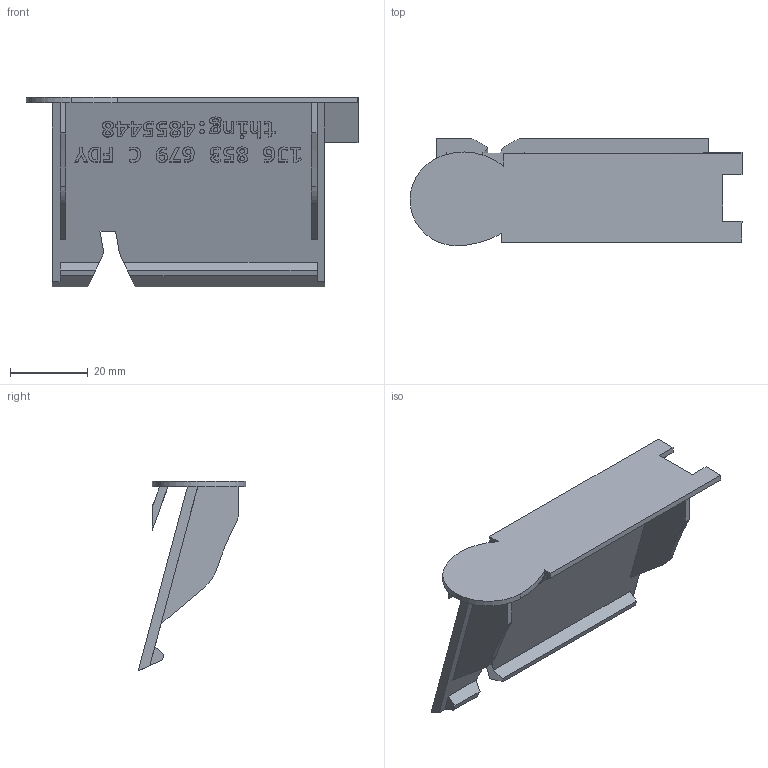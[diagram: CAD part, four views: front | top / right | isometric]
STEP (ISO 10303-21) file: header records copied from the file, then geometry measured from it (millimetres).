
FILE_DESCRIPTION(/* description */ (''),/* implementation_level */ '2;1');
FILE_NAME(/* name */ 'VW MK4 Golf GTI Grill Badge - Rabbit Edition Mount Left.stp',/* time_stamp */ '2021-08-26T01:29:18-07:00',/* author */ ('Andrew'),/* organization */ (''),/* preprocessor_version */ 'ST-DEVELOPER v18.1',/* originating_system */ 'Autodesk Inventor 2021',/* authorisation */ '');
FILE_SCHEMA (('AUTOMOTIVE_DESIGN { 1 0 10303 214 3 1 1 }'));
Length unit declared in the file: millimetre
Products named in the file (1): GTI Front Emblem
Bounding box: 85.25 x 27.61 x 48.75 mm (x, y, z)
Volume: 13394.8 mm3; surface area: 14676.8 mm2
Topology: 7 solids, 7 shells, 461 faces, 1245 edges, 874 vertices
Faces by surface type: plane 284, bspline 170, cylinder 7
Entity records: 16118 total; most frequent: CARTESIAN_POINT 5750, ORIENTED_EDGE 2424, DIRECTION 1470, EDGE_CURVE 1212, LINE 858, VECTOR 858, VERTEX_POINT 808, EDGE_LOOP 504
